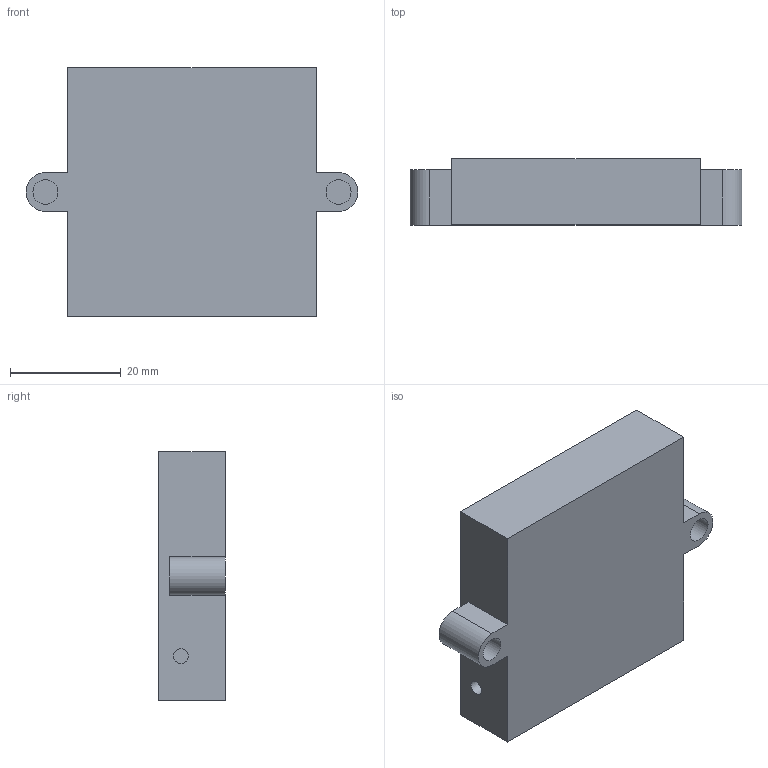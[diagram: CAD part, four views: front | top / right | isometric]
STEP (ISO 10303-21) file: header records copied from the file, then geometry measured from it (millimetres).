
FILE_DESCRIPTION(/* description */ (''),/* implementation_level */ '2;1');
FILE_NAME(/* name */ '5 - Holder heating block.stp',/* time_stamp */ '2023-06-26T15:34:01+02:00',/* author */ ('3D'),/* organization */ (''),/* preprocessor_version */ 'ST-DEVELOPER v18.1',/* originating_system */ 'Autodesk Inventor 2022',/* authorisation */ '');
FILE_SCHEMA (('AUTOMOTIVE_DESIGN { 1 0 10303 214 3 1 1 }'));
Length unit declared in the file: millimetre
Products named in the file (1): Holder heating block
Bounding box: 60 x 12 x 45 mm (x, y, z)
Volume: 8188.4 mm3; surface area: 8487.6 mm2
Topology: 1 solids, 1 shells, 25 faces, 60 edges, 40 vertices
Faces by surface type: plane 19, cylinder 6
Full cylindrical faces by diameter (mm): 2.7 x1, 2.8 x1, 4.5 x2
Entity records: 775 total; most frequent: CARTESIAN_POINT 126, DIRECTION 124, ORIENTED_EDGE 120, EDGE_CURVE 60, LINE 48, VECTOR 48, VERTEX_POINT 40, AXIS2_PLACEMENT_3D 38
